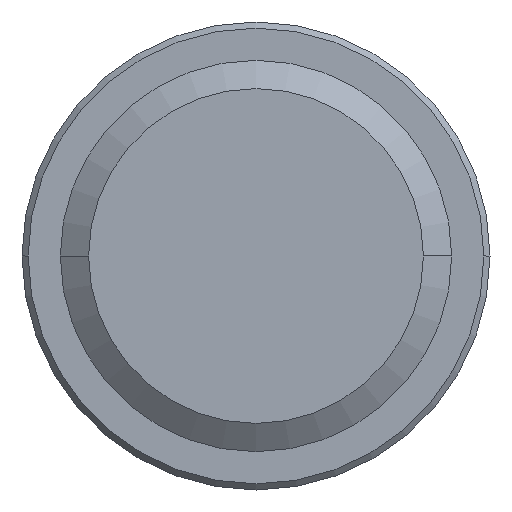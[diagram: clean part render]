
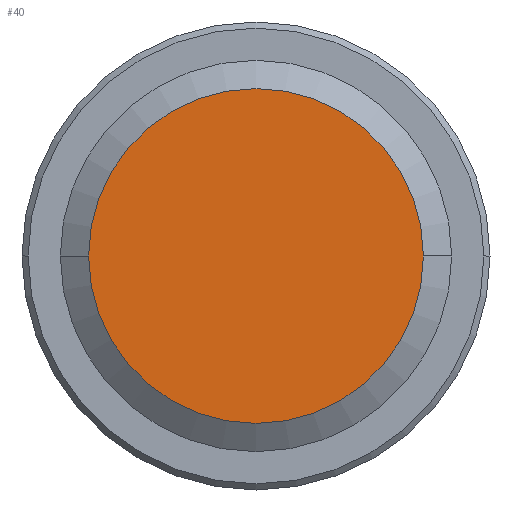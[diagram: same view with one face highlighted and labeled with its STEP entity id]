
A CAD part, left-side view. The second image highlights one B-rep face of the part: STEP entity #40.
In plain terms, the highlighted planar face has unit normal (-1, 0, 0).
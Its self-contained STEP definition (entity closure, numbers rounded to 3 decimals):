
#4 = AXIS2_PLACEMENT_3D ( 'NONE', #202, #203, #26 ) ;
#6 = DIRECTION ( 'NONE',  ( 0., 1., 0. ) ) ;
#9 = ORIENTED_EDGE ( 'NONE', *, *, #238, .F. ) ;
#26 = DIRECTION ( 'NONE',  ( 0., 1., 0. ) ) ;
#35 = CARTESIAN_POINT ( 'NONE',  ( 0., 3.379, 0. ) ) ;
#40 = ADVANCED_FACE ( 'NONE', ( #140 ), #122, .T. ) ;
#44 = ORIENTED_EDGE ( 'NONE', *, *, #199, .F. ) ;
#61 = AXIS2_PLACEMENT_3D ( 'NONE', #35, #189, #215 ) ;
#64 = VERTEX_POINT ( 'NONE', #94 ) ;
#94 = CARTESIAN_POINT ( 'NONE',  ( 0., -3.379, 0. ) ) ;
#101 = CIRCLE ( 'NONE', #4, 3.379 ) ;
#122 = PLANE ( 'NONE',  #61 ) ;
#123 = CARTESIAN_POINT ( 'NONE',  ( 0., 3.379, 0. ) ) ;
#138 = EDGE_LOOP ( 'NONE', ( #9, #44 ) ) ;
#140 = FACE_OUTER_BOUND ( 'NONE', #138, .T. ) ;
#142 = DIRECTION ( 'NONE',  ( 1., 0., 0. ) ) ;
#149 = CIRCLE ( 'NONE', #232, 3.379 ) ;
#189 = DIRECTION ( 'NONE',  ( -1., 0., 0. ) ) ;
#199 = EDGE_CURVE ( 'NONE', #64, #222, #149, .T. ) ;
#202 = CARTESIAN_POINT ( 'NONE',  ( 0., 0., 0. ) ) ;
#203 = DIRECTION ( 'NONE',  ( 1., 0., 0. ) ) ;
#215 = DIRECTION ( 'NONE',  ( 0., -1., 0. ) ) ;
#222 = VERTEX_POINT ( 'NONE', #123 ) ;
#231 = CARTESIAN_POINT ( 'NONE',  ( 0., 0., 0. ) ) ;
#232 = AXIS2_PLACEMENT_3D ( 'NONE', #231, #142, #6 ) ;
#238 = EDGE_CURVE ( 'NONE', #222, #64, #101, .T. ) ;
